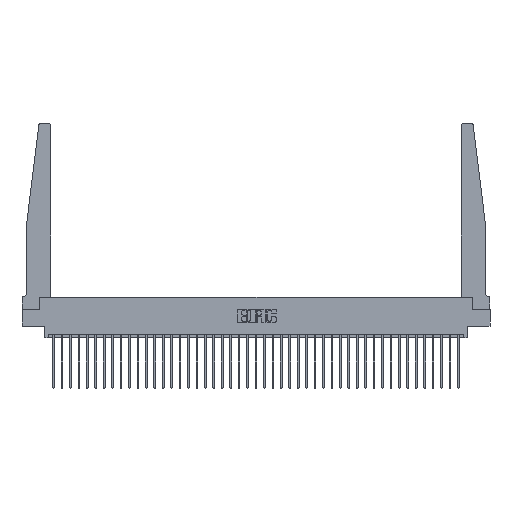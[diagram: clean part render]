
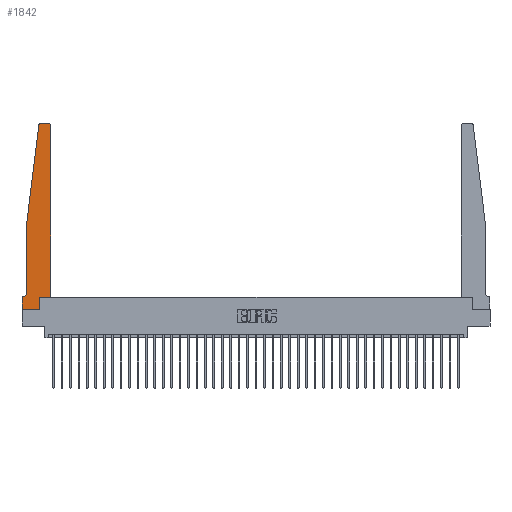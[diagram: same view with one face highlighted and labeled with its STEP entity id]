
A CAD part, top view. The second image highlights one B-rep face of the part: STEP entity #1842.
In plain terms, the highlighted planar face has unit normal (0, 0, 1).
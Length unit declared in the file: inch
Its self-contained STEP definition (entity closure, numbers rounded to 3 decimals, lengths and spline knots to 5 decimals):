
#398 = CARTESIAN_POINT ( 'NONE',  ( 0.27653, 2.72, 0.37 ) ) ;
#1072 = DIRECTION ( 'NONE',  ( -1., 0., 0. ) ) ;
#1425 = LINE ( 'NONE', #29890, #16207 ) ;
#1512 = CARTESIAN_POINT ( 'NONE',  ( 0.065, 0.2375, 0.37 ) ) ;
#1804 = ORIENTED_EDGE ( 'NONE', *, *, #20152, .T. ) ;
#1842 = ADVANCED_FACE ( 'NONE', ( #28616 ), #14190, .T. ) ;
#2452 = CARTESIAN_POINT ( 'NONE',  ( 0.24675, 2.72367, 0.37 ) ) ;
#2863 = EDGE_CURVE ( 'NONE', #14548, #24047, #22071, .T. ) ;
#3138 = DIRECTION ( 'NONE',  ( 1., 0., 0. ) ) ;
#3205 = DIRECTION ( 'NONE',  ( 1., 0., 0. ) ) ;
#3353 = DIRECTION ( 'NONE',  ( -1., 0., 0. ) ) ;
#3414 = LINE ( 'NONE', #11372, #18178 ) ;
#3672 = CARTESIAN_POINT ( 'NONE',  ( 0.2605, 0., 0.37 ) ) ;
#3744 = VERTEX_POINT ( 'NONE', #20579 ) ;
#3887 = ORIENTED_EDGE ( 'NONE', *, *, #2863, .T. ) ;
#4089 = LINE ( 'NONE', #22934, #33622 ) ;
#5432 = EDGE_CURVE ( 'NONE', #33415, #11496, #10681, .T. ) ;
#5474 = ORIENTED_EDGE ( 'NONE', *, *, #19974, .T. ) ;
#6336 = DIRECTION ( 'NONE',  ( 0., -1., 0. ) ) ;
#8323 = CARTESIAN_POINT ( 'NONE',  ( 0., 0.1875, 0.37 ) ) ;
#9467 = CARTESIAN_POINT ( 'NONE',  ( 0.25, 2.75, 0.37 ) ) ;
#9712 = ORIENTED_EDGE ( 'NONE', *, *, #25353, .T. ) ;
#10034 = ORIENTED_EDGE ( 'NONE', *, *, #28620, .T. ) ;
#10311 = VECTOR ( 'NONE', #26961, 39.37008 ) ;
#10681 = CIRCLE ( 'NONE', #12454, 0.05 ) ;
#11372 = CARTESIAN_POINT ( 'NONE',  ( 0.2605, 0.18, 0.37 ) ) ;
#11496 = VERTEX_POINT ( 'NONE', #29000 ) ;
#12395 = EDGE_CURVE ( 'NONE', #15577, #13139, #1425, .T. ) ;
#12454 = AXIS2_PLACEMENT_3D ( 'NONE', #30177, #13566, #32963 ) ;
#12540 = DIRECTION ( 'NONE',  ( 0., 0., 1. ) ) ;
#12815 = CIRCLE ( 'NONE', #31786, 0.03 ) ;
#13106 = ORIENTED_EDGE ( 'NONE', *, *, #27738, .T. ) ;
#13139 = VERTEX_POINT ( 'NONE', #26038 ) ;
#13265 = DIRECTION ( 'NONE',  ( -0.122, -0.992, 0. ) ) ;
#13332 = CARTESIAN_POINT ( 'NONE',  ( 0., 0., 0.37 ) ) ;
#13532 = VERTEX_POINT ( 'NONE', #16532 ) ;
#13566 = DIRECTION ( 'NONE',  ( 0., 0., -1. ) ) ;
#13587 = LINE ( 'NONE', #9467, #27503 ) ;
#13990 = EDGE_CURVE ( 'NONE', #29448, #14548, #32206, .T. ) ;
#14190 = PLANE ( 'NONE',  #32578 ) ;
#14288 = LINE ( 'NONE', #16589, #28208 ) ;
#14548 = VERTEX_POINT ( 'NONE', #13332 ) ;
#14683 = VECTOR ( 'NONE', #35392, 39.37008 ) ;
#15577 = VERTEX_POINT ( 'NONE', #2452 ) ;
#15930 = ORIENTED_EDGE ( 'NONE', *, *, #20049, .T. ) ;
#15969 = AXIS2_PLACEMENT_3D ( 'NONE', #398, #19850, #3205 ) ;
#16207 = VECTOR ( 'NONE', #13265, 39.37008 ) ;
#16500 = CARTESIAN_POINT ( 'NONE',  ( 0., 0., 0.37 ) ) ;
#16532 = CARTESIAN_POINT ( 'NONE',  ( 0.395, 2.75, 0.37 ) ) ;
#16535 = ORIENTED_EDGE ( 'NONE', *, *, #12395, .T. ) ;
#16589 = CARTESIAN_POINT ( 'NONE',  ( 0.425, 0.18, 0.37 ) ) ;
#16964 = CARTESIAN_POINT ( 'NONE',  ( 0., 0.1875, 0.37 ) ) ;
#17434 = VECTOR ( 'NONE', #33137, 39.37008 ) ;
#17661 = ORIENTED_EDGE ( 'NONE', *, *, #26661, .T. ) ;
#18178 = VECTOR ( 'NONE', #30782, 39.37008 ) ;
#19338 = CARTESIAN_POINT ( 'NONE',  ( 0.27653, 2.75, 0.37 ) ) ;
#19782 = DIRECTION ( 'NONE',  ( 0., 0., 1. ) ) ;
#19850 = DIRECTION ( 'NONE',  ( 0., 0., 1. ) ) ;
#19974 = EDGE_CURVE ( 'NONE', #3744, #30029, #14288, .T. ) ;
#20049 = EDGE_CURVE ( 'NONE', #24047, #32047, #3414, .T. ) ;
#20152 = EDGE_CURVE ( 'NONE', #11496, #29448, #30344, .T. ) ;
#20579 = CARTESIAN_POINT ( 'NONE',  ( 0.425, 0.18, 0.37 ) ) ;
#22071 = LINE ( 'NONE', #29789, #14683 ) ;
#22934 = CARTESIAN_POINT ( 'NONE',  ( 0.065, 1.25, 0.37 ) ) ;
#23211 = CARTESIAN_POINT ( 'NONE',  ( 0.2605, 0.18, 0.37 ) ) ;
#24047 = VERTEX_POINT ( 'NONE', #3672 ) ;
#24155 = CARTESIAN_POINT ( 'NONE',  ( 0.425, 0.18, 0.37 ) ) ;
#24800 = CARTESIAN_POINT ( 'NONE',  ( 0.425, 2.72, 0.37 ) ) ;
#24864 = VERTEX_POINT ( 'NONE', #19338 ) ;
#25063 = LINE ( 'NONE', #24155, #10311 ) ;
#25353 = EDGE_CURVE ( 'NONE', #32047, #3744, #25063, .T. ) ;
#25570 = CARTESIAN_POINT ( 'NONE',  ( 0.065, 0.1875, 0.37 ) ) ;
#25994 = ORIENTED_EDGE ( 'NONE', *, *, #13990, .T. ) ;
#26038 = CARTESIAN_POINT ( 'NONE',  ( 0.065, 1.25, 0.37 ) ) ;
#26661 = EDGE_CURVE ( 'NONE', #30029, #13532, #12815, .T. ) ;
#26961 = DIRECTION ( 'NONE',  ( 1., 0., 0. ) ) ;
#26967 = EDGE_CURVE ( 'NONE', #13139, #33415, #4089, .T. ) ;
#27503 = VECTOR ( 'NONE', #1072, 39.37008 ) ;
#27738 = EDGE_CURVE ( 'NONE', #24864, #15577, #31408, .T. ) ;
#28208 = VECTOR ( 'NONE', #35920, 39.37008 ) ;
#28616 = FACE_OUTER_BOUND ( 'NONE', #29101, .T. ) ;
#28620 = EDGE_CURVE ( 'NONE', #13532, #24864, #13587, .T. ) ;
#29000 = CARTESIAN_POINT ( 'NONE',  ( 0.015, 0.1875, 0.37 ) ) ;
#29101 = EDGE_LOOP ( 'NONE', ( #10034, #13106, #16535, #34418, #31459, #1804, #25994, #3887, #15930, #9712, #5474, #17661 ) ) ;
#29182 = CARTESIAN_POINT ( 'NONE',  ( 0.395, 2.72, 0.37 ) ) ;
#29448 = VERTEX_POINT ( 'NONE', #8323 ) ;
#29502 = VECTOR ( 'NONE', #3353, 39.37008 ) ;
#29789 = CARTESIAN_POINT ( 'NONE',  ( 0., 0., 0.37 ) ) ;
#29890 = CARTESIAN_POINT ( 'NONE',  ( 0.065, 1.25, 0.37 ) ) ;
#30029 = VERTEX_POINT ( 'NONE', #24800 ) ;
#30177 = CARTESIAN_POINT ( 'NONE',  ( 0.015, 0.2375, 0.37 ) ) ;
#30344 = LINE ( 'NONE', #25570, #29502 ) ;
#30782 = DIRECTION ( 'NONE',  ( 0., 1., 0. ) ) ;
#31408 = CIRCLE ( 'NONE', #15969, 0.03 ) ;
#31459 = ORIENTED_EDGE ( 'NONE', *, *, #5432, .T. ) ;
#31786 = AXIS2_PLACEMENT_3D ( 'NONE', #29182, #12540, #31954 ) ;
#31954 = DIRECTION ( 'NONE',  ( 1., 0., 0. ) ) ;
#32047 = VERTEX_POINT ( 'NONE', #23211 ) ;
#32206 = LINE ( 'NONE', #16500, #17434 ) ;
#32578 = AXIS2_PLACEMENT_3D ( 'NONE', #16964, #19782, #3138 ) ;
#32963 = DIRECTION ( 'NONE',  ( -1., 0., 0. ) ) ;
#33137 = DIRECTION ( 'NONE',  ( 0., -1., 0. ) ) ;
#33415 = VERTEX_POINT ( 'NONE', #1512 ) ;
#33622 = VECTOR ( 'NONE', #6336, 39.37008 ) ;
#34418 = ORIENTED_EDGE ( 'NONE', *, *, #26967, .T. ) ;
#35392 = DIRECTION ( 'NONE',  ( 1., 0., 0. ) ) ;
#35920 = DIRECTION ( 'NONE',  ( 0., 1., 0. ) ) ;
